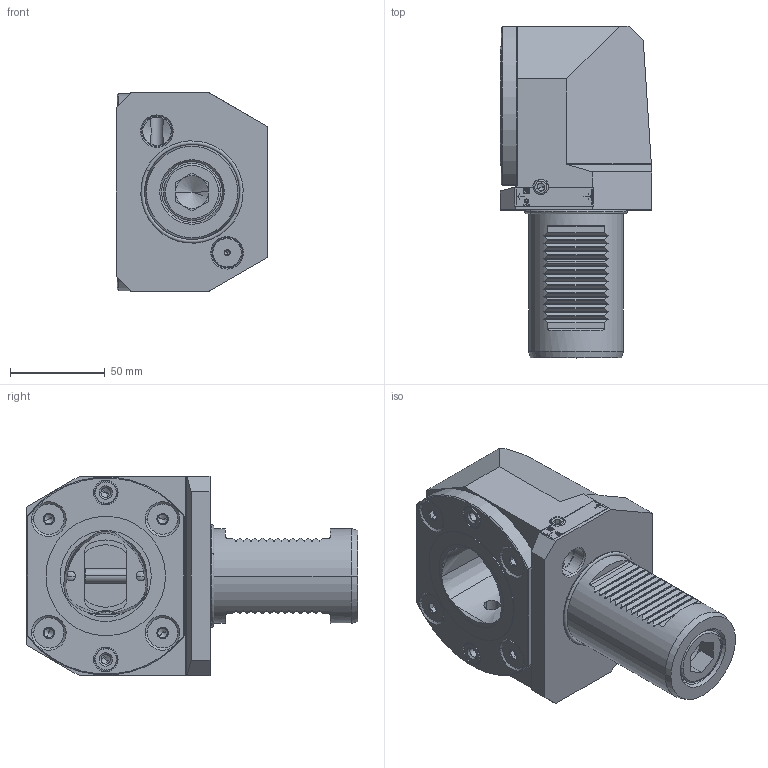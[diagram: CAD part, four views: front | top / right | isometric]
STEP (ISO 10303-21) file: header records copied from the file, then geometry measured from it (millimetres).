
FILE_DESCRIPTION (( 'STEP AP214' ), '1' );
FILE_NAME ('REA.PS6.VD5.055.STEP', '2024-12-11T12:04:27', ( '' ), ( '' ), 'SwSTEP 2.0', 'SolidWorks 2022', '' );
FILE_SCHEMA (( 'AUTOMOTIVE_DESIGN' ));
Length unit declared in the file: millimetre
Products named in the file (23): U63-PS6.ER1.030_A; VD5-ER1.050.081; DIN 3771 - 58x2.5; ISO 8734 - 6 x 14_PreviewCfg; ISO 8735 Ø12x28; U63-PS6.066.009; U63-PS6.ERx.016_A; VD5-ER1.050.081_B; REA.PS6.VD5.055; VD5-ER1.016.010_A; U63-PS6.037.009_D; ISO 4762 - M5 x 30; U63-PS6.ER1.058_A; ISO 8752 4x12; DIN 7991 - M8x20; ISO 4026 - M8 x 8_für.step; VD5-ER1.016.010; ISO 4762 - M20 x 80; REA-PS6.VD5.055-11_A; U63-PS6.ERx.016_A_Links gewinde; DIN 6325_ø5x12_2x6; DIN 3771 - 13x1.5; DIN 3771 - 50x2
Assembly tree (30 placements, depth 3):
  REA.PS6.VD5.055
    REA-PS6.VD5.055-11_A
    VD5-ER1.050.081
      VD5-ER1.050.081_B
      ISO 4762 - M20 x 80
      ISO 8734 - 6 x 14_PreviewCfg
      DIN 3771 - 50x2
    U63-PS6.066.009
      U63-PS6.037.009_D
      ISO 8752 4x12
      ISO 8735 Ø12x28  x2
      DIN 7991 - M8x20  x4
      U63-PS6.ER1.030_A
      DIN 3771 - 58x2.5
      U63-PS6.ERx.016_A
      U63-PS6.ER1.058_A
      ISO 4762 - M5 x 30  x2
      DIN 6325_ø5x12_2x6  x2
      U63-PS6.ERx.016_A_Links gewinde
    VD5-ER1.016.010
      VD5-ER1.016.010_A
      DIN 3771 - 13x1.5
    ISO 4026 - M8 x 8_für.step  x3
Bounding box: 80 x 175 x 105 mm (x, y, z)
Volume: 695999.9 mm3; surface area: 159587.8 mm2
Topology: 27 solids, 27 shells, 1004 faces, 2547 edges, 1588 vertices
Faces by surface type: plane 408, cone 279, cylinder 258, torus 45, sphere 12, bspline 2
Entity records: 29287 total; most frequent: CARTESIAN_POINT 7496, ORIENTED_EDGE 4238, DIRECTION 4119, EDGE_CURVE 2119, AXIS2_PLACEMENT_3D 1563, VERTEX_POINT 1364, VECTOR 993, LINE 993
